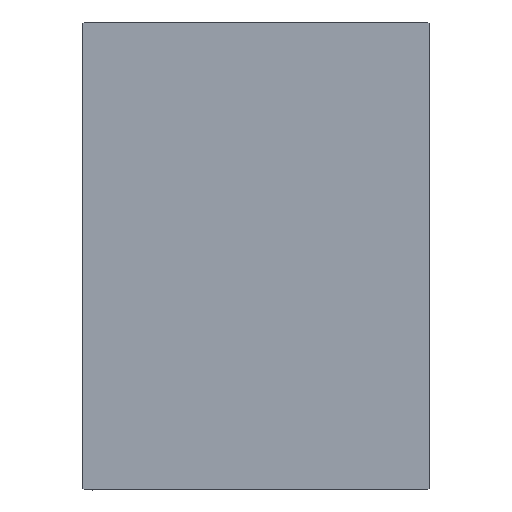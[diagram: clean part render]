
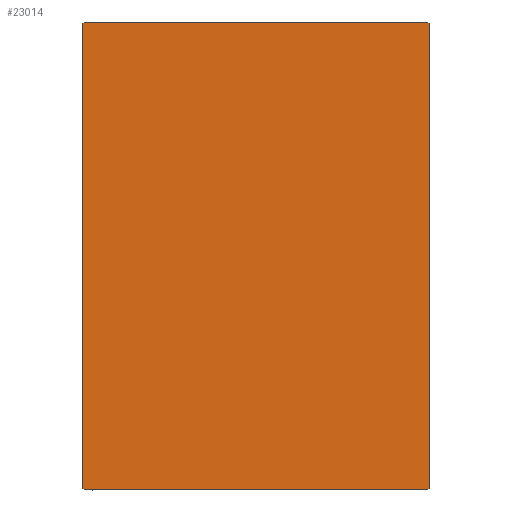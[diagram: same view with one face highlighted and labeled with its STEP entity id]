
A CAD part, left-side view. The second image highlights one B-rep face of the part: STEP entity #23014.
In plain terms, the highlighted face is planar.
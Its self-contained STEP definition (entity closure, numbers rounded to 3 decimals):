
#14 = VECTOR ( 'NONE', #42254, 1000. ) ;
#864 = CARTESIAN_POINT ( 'NONE',  ( 223., 0., 0. ) ) ;
#997 = EDGE_CURVE ( 'NONE', #12294, #37264, #22773, .T. ) ;
#1255 = CARTESIAN_POINT ( 'NONE',  ( 223., 36.85, -36.85 ) ) ;
#1380 = DIRECTION ( 'NONE',  ( 0., -0.707, 0.707 ) ) ;
#3459 = EDGE_CURVE ( 'NONE', #21244, #6350, #43610, .T. ) ;
#3814 = CARTESIAN_POINT ( 'NONE',  ( 223., -31.5, -42.2 ) ) ;
#4213 = DIRECTION ( 'NONE',  ( 0., -0.707, -0.707 ) ) ;
#5854 = ORIENTED_EDGE ( 'NONE', *, *, #12301, .T. ) ;
#5862 = CARTESIAN_POINT ( 'NONE',  ( 223., 31.2, 42.5 ) ) ;
#6350 = VERTEX_POINT ( 'NONE', #39150 ) ;
#6555 = LINE ( 'NONE', #38257, #35163 ) ;
#6990 = EDGE_CURVE ( 'NONE', #37274, #12294, #27550, .T. ) ;
#7337 = LINE ( 'NONE', #24578, #14 ) ;
#9176 = VERTEX_POINT ( 'NONE', #34351 ) ;
#10327 = VECTOR ( 'NONE', #19564, 1000. ) ;
#10732 = FACE_OUTER_BOUND ( 'NONE', #43301, .T. ) ;
#11122 = ORIENTED_EDGE ( 'NONE', *, *, #18503, .T. ) ;
#11167 = CARTESIAN_POINT ( 'NONE',  ( 223., 31.2, -42.5 ) ) ;
#11413 = CARTESIAN_POINT ( 'NONE',  ( 223., -31.5, 42.2 ) ) ;
#11681 = ORIENTED_EDGE ( 'NONE', *, *, #35924, .T. ) ;
#12137 = CARTESIAN_POINT ( 'NONE',  ( 223., 31.5, -42.5 ) ) ;
#12294 = VERTEX_POINT ( 'NONE', #3814 ) ;
#12301 = EDGE_CURVE ( 'NONE', #37264, #25928, #6555, .T. ) ;
#13671 = DIRECTION ( 'NONE',  ( 0., 1., 0. ) ) ;
#15206 = VECTOR ( 'NONE', #4213, 1000. ) ;
#15635 = DIRECTION ( 'NONE',  ( 0., 0.707, -0.707 ) ) ;
#15832 = VECTOR ( 'NONE', #28948, 1000. ) ;
#17162 = CARTESIAN_POINT ( 'NONE',  ( 223., 31.5, -42.2 ) ) ;
#18330 = CARTESIAN_POINT ( 'NONE',  ( 223., -31.2, -42.5 ) ) ;
#18503 = EDGE_CURVE ( 'NONE', #22302, #9176, #7337, .T. ) ;
#19393 = EDGE_CURVE ( 'NONE', #25928, #21244, #32717, .T. ) ;
#19564 = DIRECTION ( 'NONE',  ( 0., 0.707, 0.707 ) ) ;
#20392 = ORIENTED_EDGE ( 'NONE', *, *, #997, .T. ) ;
#21244 = VERTEX_POINT ( 'NONE', #17162 ) ;
#22302 = VERTEX_POINT ( 'NONE', #5862 ) ;
#22773 = LINE ( 'NONE', #29444, #45079 ) ;
#22869 = ORIENTED_EDGE ( 'NONE', *, *, #23993, .T. ) ;
#23014 = ADVANCED_FACE ( 'NONE', ( #10732 ), #42885, .T. ) ;
#23993 = EDGE_CURVE ( 'NONE', #9176, #37274, #42560, .T. ) ;
#24578 = CARTESIAN_POINT ( 'NONE',  ( 223., 31.5, 42.5 ) ) ;
#25208 = DIRECTION ( 'NONE',  ( 0., 0., -1. ) ) ;
#25818 = AXIS2_PLACEMENT_3D ( 'NONE', #864, #39211, #25208 ) ;
#25928 = VERTEX_POINT ( 'NONE', #11167 ) ;
#27550 = LINE ( 'NONE', #34899, #29136 ) ;
#28733 = CARTESIAN_POINT ( 'NONE',  ( 223., 36.85, 36.85 ) ) ;
#28948 = DIRECTION ( 'NONE',  ( 0., 0., 1. ) ) ;
#29136 = VECTOR ( 'NONE', #31224, 1000. ) ;
#29444 = CARTESIAN_POINT ( 'NONE',  ( 223., -36.85, -36.85 ) ) ;
#31224 = DIRECTION ( 'NONE',  ( 0., 0., -1. ) ) ;
#32717 = LINE ( 'NONE', #1255, #10327 ) ;
#34170 = ORIENTED_EDGE ( 'NONE', *, *, #19393, .T. ) ;
#34351 = CARTESIAN_POINT ( 'NONE',  ( 223., -31.2, 42.5 ) ) ;
#34899 = CARTESIAN_POINT ( 'NONE',  ( 223., -31.5, 42.5 ) ) ;
#35163 = VECTOR ( 'NONE', #13671, 1000. ) ;
#35352 = VECTOR ( 'NONE', #1380, 1000. ) ;
#35924 = EDGE_CURVE ( 'NONE', #6350, #22302, #36296, .T. ) ;
#36296 = LINE ( 'NONE', #28733, #35352 ) ;
#36708 = ORIENTED_EDGE ( 'NONE', *, *, #3459, .T. ) ;
#37264 = VERTEX_POINT ( 'NONE', #18330 ) ;
#37274 = VERTEX_POINT ( 'NONE', #11413 ) ;
#38257 = CARTESIAN_POINT ( 'NONE',  ( 223., -31.5, -42.5 ) ) ;
#39150 = CARTESIAN_POINT ( 'NONE',  ( 223., 31.5, 42.2 ) ) ;
#39211 = DIRECTION ( 'NONE',  ( 1., 0., 0. ) ) ;
#39250 = ORIENTED_EDGE ( 'NONE', *, *, #6990, .T. ) ;
#42254 = DIRECTION ( 'NONE',  ( 0., -1., 0. ) ) ;
#42560 = LINE ( 'NONE', #42796, #15206 ) ;
#42796 = CARTESIAN_POINT ( 'NONE',  ( 223., -36.85, 36.85 ) ) ;
#42885 = PLANE ( 'NONE',  #25818 ) ;
#43301 = EDGE_LOOP ( 'NONE', ( #5854, #34170, #36708, #11681, #11122, #22869, #39250, #20392 ) ) ;
#43610 = LINE ( 'NONE', #12137, #15832 ) ;
#45079 = VECTOR ( 'NONE', #15635, 1000. ) ;
